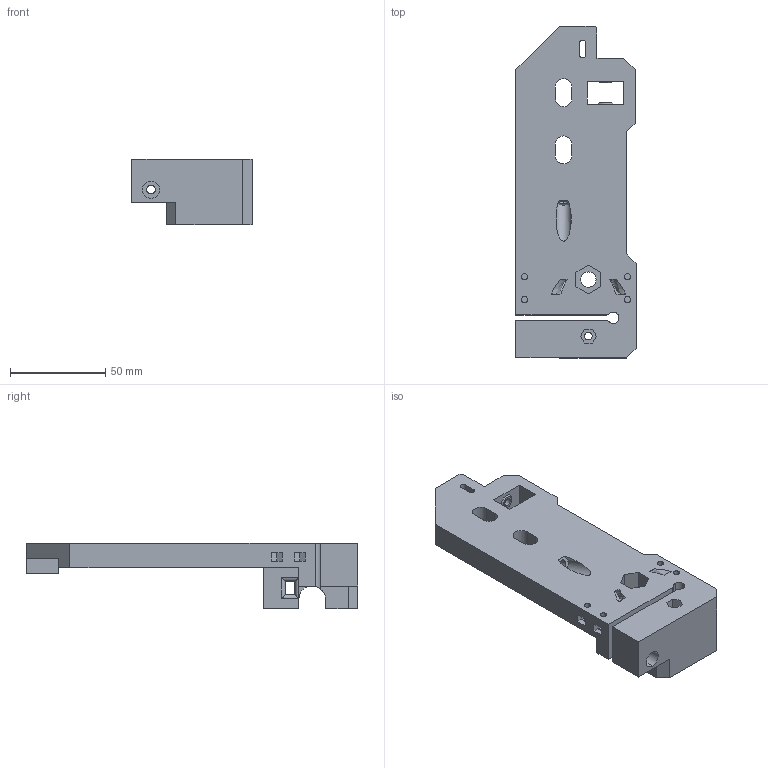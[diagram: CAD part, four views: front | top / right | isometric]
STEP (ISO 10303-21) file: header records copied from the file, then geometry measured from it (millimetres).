
FILE_DESCRIPTION (( 'STEP AP214' ), '1' );
FILE_NAME ('OA-Y20-P01-01.STEP', '2018-10-10T05:46:30', ( '' ), ( '' ), 'SwSTEP 2.0', 'SolidWorks 2014', '' );
FILE_SCHEMA (( 'AUTOMOTIVE_DESIGN' ));
Length unit declared in the file: millimetre
Products named in the file (1): OA-Y20-P01-01
Bounding box: 63 x 174 x 34.5 mm (x, y, z)
Volume: 140749.2 mm3; surface area: 40238.9 mm2
Topology: 1 solids, 1 shells, 248 faces, 675 edges, 439 vertices
Faces by surface type: plane 160, cylinder 70, bspline 14, cone 4
Entity records: 9166 total; most frequent: CARTESIAN_POINT 2844, ORIENTED_EDGE 1350, DIRECTION 1222, EDGE_CURVE 675, VECTOR 486, LINE 486, VERTEX_POINT 439, AXIS2_PLACEMENT_3D 368
